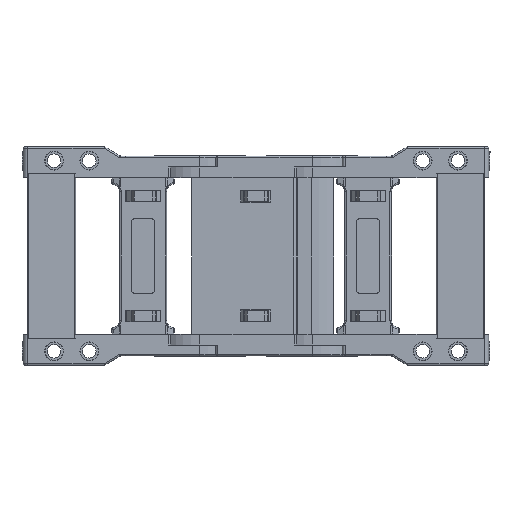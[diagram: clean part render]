
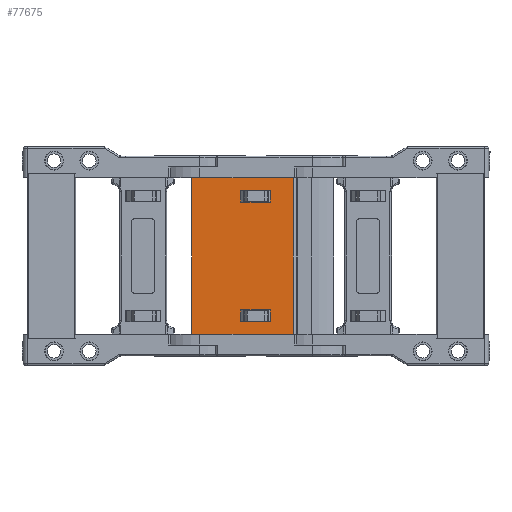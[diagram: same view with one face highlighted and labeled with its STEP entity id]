
A CAD part, front view. The second image highlights one B-rep face of the part: STEP entity #77675.
In plain terms, the highlighted planar face has unit normal (0, -1, 0).
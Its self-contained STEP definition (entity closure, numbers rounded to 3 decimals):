
#3821 = EDGE_LOOP ( 'NONE', ( #49561, #23318, #54896, #34387 ) ) ;
#9719 = VERTEX_POINT ( 'NONE', #102655 ) ;
#11620 = ORIENTED_EDGE ( 'NONE', *, *, #18012, .F. ) ;
#13170 = CARTESIAN_POINT ( 'NONE',  ( -113.253, -30., -194. ) ) ;
#14307 = CARTESIAN_POINT ( 'NONE',  ( -48.044, -30., -285.506 ) ) ;
#14661 = DIRECTION ( 'NONE',  ( -1., 0., 0. ) ) ;
#15650 = VECTOR ( 'NONE', #76813, 1000. ) ;
#15773 = CARTESIAN_POINT ( 'NONE',  ( -48.044, -30., -94. ) ) ;
#16359 = CARTESIAN_POINT ( 'NONE',  ( -57.253, -30., -186. ) ) ;
#17495 = EDGE_CURVE ( 'NONE', #86019, #54621, #110004, .T. ) ;
#17903 = CARTESIAN_POINT ( 'NONE',  ( -62.753, -30., -186. ) ) ;
#18011 = LINE ( 'NONE', #96047, #103139 ) ;
#18012 = EDGE_CURVE ( 'NONE', #9719, #86019, #18011, .T. ) ;
#19231 = EDGE_CURVE ( 'NONE', #53467, #52018, #69658, .T. ) ;
#20739 = CARTESIAN_POINT ( 'NONE',  ( -113.253, -30., -94. ) ) ;
#21536 = LINE ( 'NONE', #76183, #99820 ) ;
#21707 = ORIENTED_EDGE ( 'NONE', *, *, #79944, .T. ) ;
#21878 = VERTEX_POINT ( 'NONE', #15773 ) ;
#22174 = DIRECTION ( 'NONE',  ( 0., 0., 1. ) ) ;
#23318 = ORIENTED_EDGE ( 'NONE', *, *, #25787, .F. ) ;
#24150 = EDGE_CURVE ( 'NONE', #44754, #21878, #94113, .T. ) ;
#24181 = CARTESIAN_POINT ( 'NONE',  ( -62.753, -30., -102. ) ) ;
#25787 = EDGE_CURVE ( 'NONE', #44754, #53467, #103174, .T. ) ;
#27569 = VECTOR ( 'NONE', #76401, 1000. ) ;
#30303 = CARTESIAN_POINT ( 'NONE',  ( -81.753, -30., -186. ) ) ;
#30461 = EDGE_CURVE ( 'NONE', #41697, #9719, #43349, .T. ) ;
#30623 = CARTESIAN_POINT ( 'NONE',  ( -81.753, -30., -102. ) ) ;
#34387 = ORIENTED_EDGE ( 'NONE', *, *, #86849, .T. ) ;
#34854 = CARTESIAN_POINT ( 'NONE',  ( -57.253, -30., -194. ) ) ;
#36305 = FACE_OUTER_BOUND ( 'NONE', #3821, .T. ) ;
#37322 = VECTOR ( 'NONE', #95577, 1000. ) ;
#39531 = ORIENTED_EDGE ( 'NONE', *, *, #111953, .T. ) ;
#40558 = DIRECTION ( 'NONE',  ( -1., 0., 0. ) ) ;
#40918 = ORIENTED_EDGE ( 'NONE', *, *, #99852, .T. ) ;
#41293 = ORIENTED_EDGE ( 'NONE', *, *, #17495, .F. ) ;
#41697 = VERTEX_POINT ( 'NONE', #50366 ) ;
#42494 = EDGE_CURVE ( 'NONE', #56658, #43907, #110935, .T. ) ;
#43349 = LINE ( 'NONE', #107317, #101429 ) ;
#43907 = VERTEX_POINT ( 'NONE', #97373 ) ;
#43933 = DIRECTION ( 'NONE',  ( 0., 0., -1. ) ) ;
#44754 = VERTEX_POINT ( 'NONE', #83964 ) ;
#46524 = ORIENTED_EDGE ( 'NONE', *, *, #42494, .T. ) ;
#48336 = ORIENTED_EDGE ( 'NONE', *, *, #58079, .F. ) ;
#49561 = ORIENTED_EDGE ( 'NONE', *, *, #19231, .F. ) ;
#50039 = CARTESIAN_POINT ( 'NONE',  ( -113.253, -30., -285.506 ) ) ;
#50366 = CARTESIAN_POINT ( 'NONE',  ( -62.753, -30., -178.5 ) ) ;
#52018 = VERTEX_POINT ( 'NONE', #20739 ) ;
#53467 = VERTEX_POINT ( 'NONE', #13170 ) ;
#54562 = VECTOR ( 'NONE', #104657, 1000. ) ;
#54621 = VERTEX_POINT ( 'NONE', #17903 ) ;
#54896 = ORIENTED_EDGE ( 'NONE', *, *, #24150, .T. ) ;
#55499 = DIRECTION ( 'NONE',  ( 0., 0., 1. ) ) ;
#56653 = DIRECTION ( 'NONE',  ( 0., 0., -1. ) ) ;
#56658 = VERTEX_POINT ( 'NONE', #24181 ) ;
#58079 = EDGE_CURVE ( 'NONE', #54621, #41697, #66737, .T. ) ;
#60592 = ORIENTED_EDGE ( 'NONE', *, *, #30461, .F. ) ;
#63681 = VECTOR ( 'NONE', #56653, 1000. ) ;
#64395 = CARTESIAN_POINT ( 'NONE',  ( -72.253, -30., -94. ) ) ;
#66737 = LINE ( 'NONE', #91253, #93761 ) ;
#67364 = VERTEX_POINT ( 'NONE', #30623 ) ;
#69658 = LINE ( 'NONE', #50039, #15650 ) ;
#72083 = EDGE_LOOP ( 'NONE', ( #46524, #40918, #39531, #21707 ) ) ;
#72213 = LINE ( 'NONE', #104026, #108756 ) ;
#72837 = DIRECTION ( 'NONE',  ( 0., 1., 0. ) ) ;
#75824 = DIRECTION ( 'NONE',  ( 0., 0., 1. ) ) ;
#76183 = CARTESIAN_POINT ( 'NONE',  ( -57.253, -30., -109.5 ) ) ;
#76401 = DIRECTION ( 'NONE',  ( 1., 0., 0. ) ) ;
#76806 = FACE_BOUND ( 'NONE', #72083, .T. ) ;
#76813 = DIRECTION ( 'NONE',  ( 0., 0., 1. ) ) ;
#77675 = ADVANCED_FACE ( 'NONE', ( #36305, #76806, #107940 ), #106091, .F. ) ;
#78602 = CARTESIAN_POINT ( 'NONE',  ( -57.253, -30., -102. ) ) ;
#79944 = EDGE_CURVE ( 'NONE', #67364, #56658, #80569, .T. ) ;
#80569 = LINE ( 'NONE', #78602, #37322 ) ;
#82243 = AXIS2_PLACEMENT_3D ( 'NONE', #98170, #72837, #55499 ) ;
#83964 = CARTESIAN_POINT ( 'NONE',  ( -48.044, -30., -194. ) ) ;
#84672 = VECTOR ( 'NONE', #75824, 1000. ) ;
#86019 = VERTEX_POINT ( 'NONE', #30303 ) ;
#86849 = EDGE_CURVE ( 'NONE', #21878, #52018, #95983, .T. ) ;
#88891 = EDGE_LOOP ( 'NONE', ( #48336, #41293, #11620, #60592 ) ) ;
#90271 = CARTESIAN_POINT ( 'NONE',  ( -62.753, -30., -154.25 ) ) ;
#91253 = CARTESIAN_POINT ( 'NONE',  ( -62.753, -30., -178.5 ) ) ;
#93761 = VECTOR ( 'NONE', #22174, 1000. ) ;
#94113 = LINE ( 'NONE', #14307, #84672 ) ;
#95577 = DIRECTION ( 'NONE',  ( 1., 0., 0. ) ) ;
#95983 = LINE ( 'NONE', #64395, #108133 ) ;
#96047 = CARTESIAN_POINT ( 'NONE',  ( -81.753, -30., -178.5 ) ) ;
#97373 = CARTESIAN_POINT ( 'NONE',  ( -62.753, -30., -109.5 ) ) ;
#98138 = VERTEX_POINT ( 'NONE', #100397 ) ;
#98170 = CARTESIAN_POINT ( 'NONE',  ( -57.253, -30., -154.25 ) ) ;
#98254 = DIRECTION ( 'NONE',  ( -1., 0., 0. ) ) ;
#99820 = VECTOR ( 'NONE', #14661, 1000. ) ;
#99852 = EDGE_CURVE ( 'NONE', #43907, #98138, #21536, .T. ) ;
#100397 = CARTESIAN_POINT ( 'NONE',  ( -81.753, -30., -109.5 ) ) ;
#101429 = VECTOR ( 'NONE', #98254, 1000. ) ;
#102655 = CARTESIAN_POINT ( 'NONE',  ( -81.753, -30., -178.5 ) ) ;
#103139 = VECTOR ( 'NONE', #43933, 1000. ) ;
#103174 = LINE ( 'NONE', #34854, #54562 ) ;
#103270 = DIRECTION ( 'NONE',  ( 0., 0., 1. ) ) ;
#104026 = CARTESIAN_POINT ( 'NONE',  ( -81.753, -30., -154.25 ) ) ;
#104657 = DIRECTION ( 'NONE',  ( -1., 0., 0. ) ) ;
#106091 = PLANE ( 'NONE',  #82243 ) ;
#107317 = CARTESIAN_POINT ( 'NONE',  ( -57.253, -30., -178.5 ) ) ;
#107940 = FACE_BOUND ( 'NONE', #88891, .T. ) ;
#108133 = VECTOR ( 'NONE', #40558, 1000. ) ;
#108756 = VECTOR ( 'NONE', #103270, 1000. ) ;
#110004 = LINE ( 'NONE', #16359, #27569 ) ;
#110935 = LINE ( 'NONE', #90271, #63681 ) ;
#111953 = EDGE_CURVE ( 'NONE', #98138, #67364, #72213, .T. ) ;
